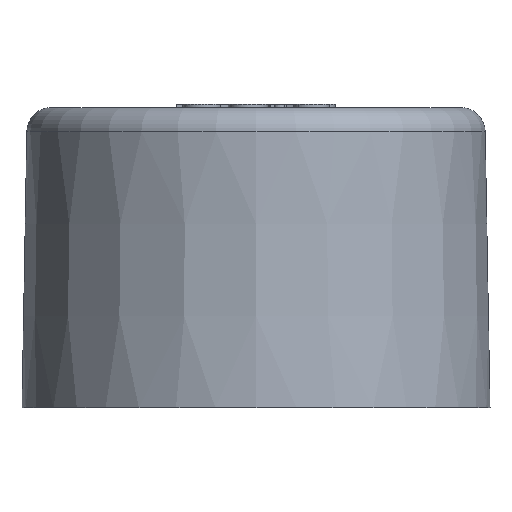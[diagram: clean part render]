
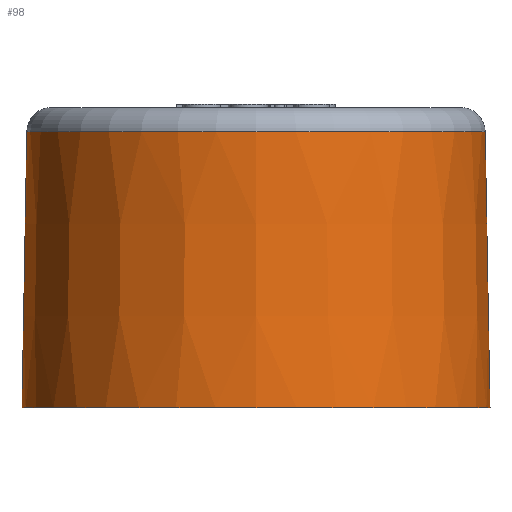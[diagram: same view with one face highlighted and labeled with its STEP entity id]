
A CAD part, front view. The second image highlights one B-rep face of the part: STEP entity #98.
In plain terms, the highlighted conical face has half-angle 1 degrees and reference radius 33.099 mm.
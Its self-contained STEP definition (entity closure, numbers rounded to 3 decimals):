
#98 = ADVANCED_FACE( '', ( #205, #206 ), #207, .T. );
#205 = FACE_BOUND( '', #361, .T. );
#206 = FACE_OUTER_BOUND( '', #362, .T. );
#207 = CONICAL_SURFACE( '', #363, 33.099, 0.017 );
#361 = EDGE_LOOP( '', ( #695 ) );
#362 = EDGE_LOOP( '', ( #696 ) );
#363 = AXIS2_PLACEMENT_3D( '', #697, #698, #699 );
#695 = ORIENTED_EDGE( '', *, *, #1117, .F. );
#696 = ORIENTED_EDGE( '', *, *, #1083, .T. );
#697 = CARTESIAN_POINT( '', ( 0., 0., 0. ) );
#698 = DIRECTION( '', ( 0., 0., -1. ) );
#699 = DIRECTION( '', ( -1., 0., 0. ) );
#1083 = EDGE_CURVE( '', #1272, #1272, #1273, .T. );
#1117 = EDGE_CURVE( '', #1331, #1331, #1332, .T. );
#1272 = VERTEX_POINT( '', #1646 );
#1273 = CIRCLE( '', #1647, 33.099 );
#1331 = VERTEX_POINT( '', #1884 );
#1332 = CIRCLE( '', #1885, 32.418 );
#1646 = CARTESIAN_POINT( '', ( 33.099, 0., 0. ) );
#1647 = AXIS2_PLACEMENT_3D( '', #2093, #2094, #2095 );
#1884 = CARTESIAN_POINT( '', ( 32.418, 0., 39.061 ) );
#1885 = AXIS2_PLACEMENT_3D( '', #2120, #2121, #2122 );
#2093 = CARTESIAN_POINT( '', ( 0., 0., 0. ) );
#2094 = DIRECTION( '', ( 0., 0., 1. ) );
#2095 = DIRECTION( '', ( 1., 0., 0. ) );
#2120 = CARTESIAN_POINT( '', ( 0., 0., 39.061 ) );
#2121 = DIRECTION( '', ( 0., 0., 1. ) );
#2122 = DIRECTION( '', ( 1., 0., 0. ) );
